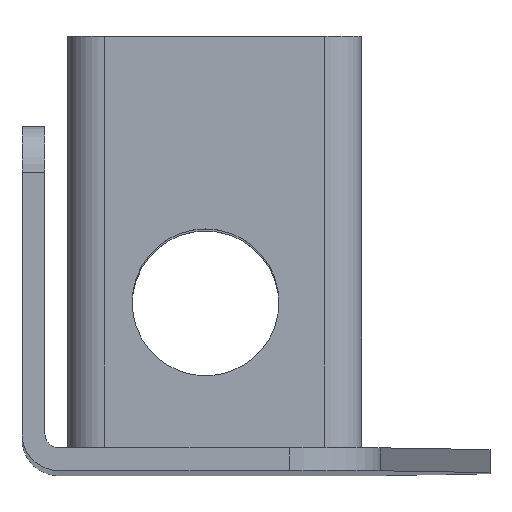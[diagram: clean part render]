
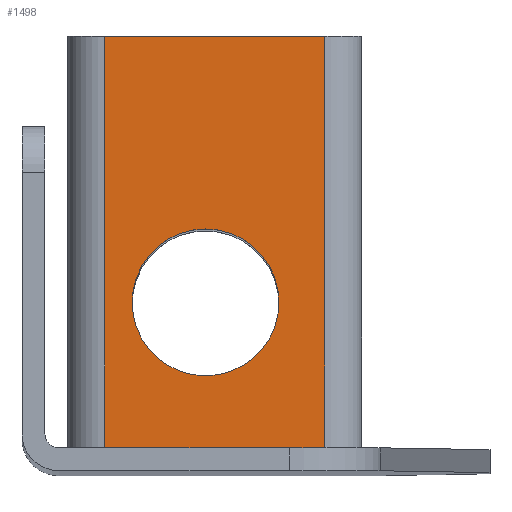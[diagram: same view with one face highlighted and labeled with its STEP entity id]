
A CAD part, top view. The second image highlights one B-rep face of the part: STEP entity #1498.
In plain terms, the highlighted planar face has unit normal (0, 0, 1).
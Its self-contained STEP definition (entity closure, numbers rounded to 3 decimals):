
#89=DIRECTION('',(1.,0.,0.));
#90=VECTOR('',#89,24.);
#91=CARTESIAN_POINT('',(-42.,2.5,66.));
#92=LINE('',#91,#90);
#428=DIRECTION('',(0.,1.,0.));
#429=VECTOR('',#428,45.);
#430=CARTESIAN_POINT('',(-18.,2.5,66.));
#431=LINE('',#430,#429);
#432=DIRECTION('',(0.,1.,0.));
#433=VECTOR('',#432,45.);
#434=CARTESIAN_POINT('',(-42.,2.5,66.));
#435=LINE('',#434,#433);
#436=CARTESIAN_POINT('',(-31.,18.5,66.));
#437=DIRECTION('',(0.,0.,1.));
#438=DIRECTION('',(0.,1.,0.));
#439=AXIS2_PLACEMENT_3D('',#436,#437,#438);
#441=CARTESIAN_POINT('',(-31.,18.5,66.));
#442=DIRECTION('',(0.,0.,1.));
#443=DIRECTION('',(0.,-1.,0.));
#444=AXIS2_PLACEMENT_3D('',#441,#442,#443);
#493=DIRECTION('',(1.,0.,0.));
#494=VECTOR('',#493,24.);
#495=CARTESIAN_POINT('',(-42.,47.5,66.));
#496=LINE('',#495,#494);
#786=CARTESIAN_POINT('',(-42.,47.5,66.));
#787=VERTEX_POINT('',#786);
#788=CARTESIAN_POINT('',(-18.,47.5,66.));
#789=VERTEX_POINT('',#788);
#834=CARTESIAN_POINT('',(-42.,2.5,66.));
#835=VERTEX_POINT('',#834);
#836=CARTESIAN_POINT('',(-18.,2.5,66.));
#837=VERTEX_POINT('',#836);
#878=CARTESIAN_POINT('',(-31.,26.5,66.));
#879=CARTESIAN_POINT('',(-31.,10.5,66.));
#880=VERTEX_POINT('',#878);
#881=VERTEX_POINT('',#879);
#1479=CARTESIAN_POINT('',(-42.,2.5,66.));
#1480=DIRECTION('',(0.,0.,1.));
#1481=DIRECTION('',(1.,0.,0.));
#1482=AXIS2_PLACEMENT_3D('',#1479,#1480,#1481);
#1483=PLANE('',#1482);
#1484=ORIENTED_EDGE('',*,*,#1026,.F.);
#1486=ORIENTED_EDGE('',*,*,#1485,.T.);
#1488=ORIENTED_EDGE('',*,*,#1487,.T.);
#1489=ORIENTED_EDGE('',*,*,#1471,.F.);
#1490=EDGE_LOOP('',(#1484,#1486,#1488,#1489));
#1491=FACE_OUTER_BOUND('',#1490,.F.);
#1493=ORIENTED_EDGE('',*,*,#1492,.T.);
#1495=ORIENTED_EDGE('',*,*,#1494,.T.);
#1496=EDGE_LOOP('',(#1493,#1495));
#1497=FACE_BOUND('',#1496,.F.);
#1498=ADVANCED_FACE('',(#1491,#1497),#1483,.T.);
#440=CIRCLE('',#439,8.);
#445=CIRCLE('',#444,8.);
#1026=EDGE_CURVE('',#835,#837,#92,.T.);
#1471=EDGE_CURVE('',#837,#789,#431,.T.);
#1485=EDGE_CURVE('',#835,#787,#435,.T.);
#1487=EDGE_CURVE('',#787,#789,#496,.T.);
#1492=EDGE_CURVE('',#880,#881,#440,.T.);
#1494=EDGE_CURVE('',#881,#880,#445,.T.);
